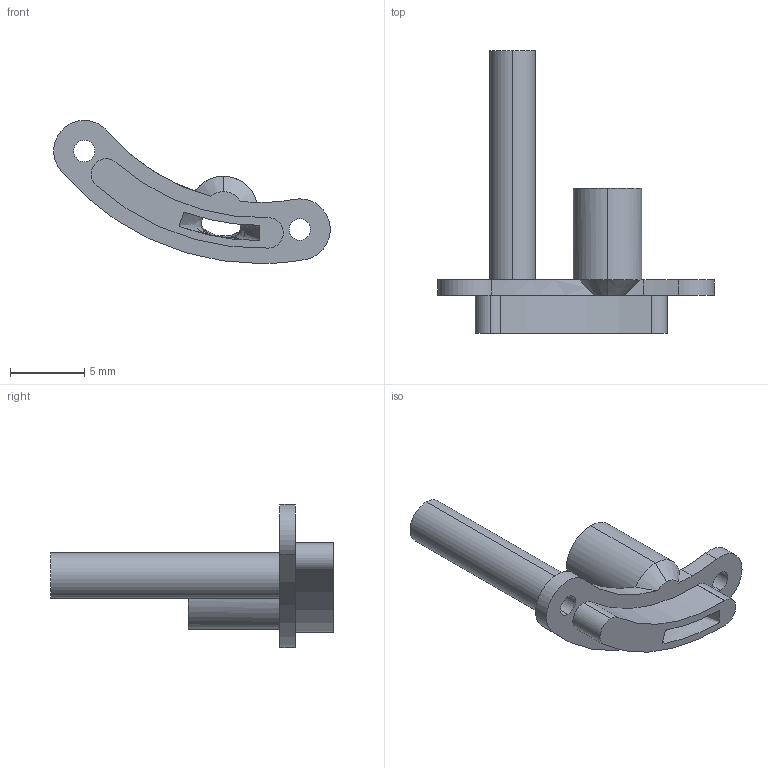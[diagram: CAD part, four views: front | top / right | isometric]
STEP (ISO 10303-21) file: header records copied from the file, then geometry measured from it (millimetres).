
FILE_DESCRIPTION (( 'STEP AP214' ), '1' );
FILE_NAME ('Abdampf R Guss.STEP', '2019-09-25T20:32:00', ( '' ), ( '' ), 'SwSTEP 2.0', 'SolidWorks 2017', '' );
FILE_SCHEMA (( 'AUTOMOTIVE_DESIGN' ));
Length unit declared in the file: millimetre
Products named in the file (1): Abdampf R Guss
Bounding box: 18.64 x 19.05 x 9.64 mm (x, y, z)
Volume: 315.6 mm3; surface area: 613.3 mm2
Topology: 1 solids, 1 shells, 32 faces, 93 edges, 65 vertices
Faces by surface type: cylinder 21, plane 5, bspline 4, cone 2
Entity records: 2029 total; most frequent: CARTESIAN_POINT 1142, ORIENTED_EDGE 186, DIRECTION 171, EDGE_CURVE 93, AXIS2_PLACEMENT_3D 74, VERTEX_POINT 65, CIRCLE 45, EDGE_LOOP 40
